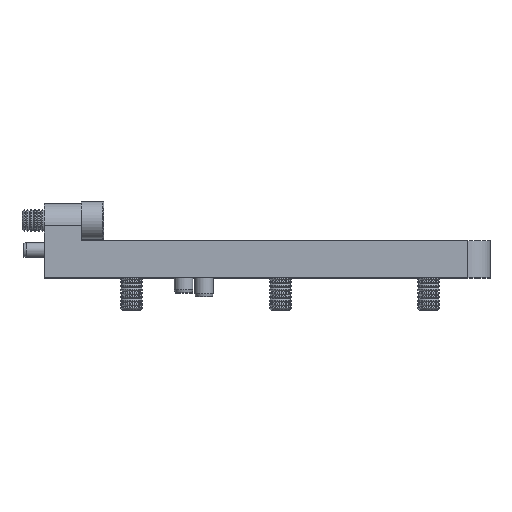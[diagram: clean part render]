
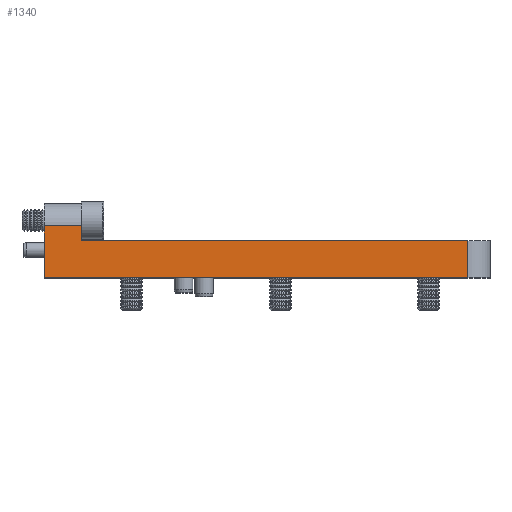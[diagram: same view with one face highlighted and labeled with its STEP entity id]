
A CAD part, top view. The second image highlights one B-rep face of the part: STEP entity #1340.
In plain terms, the highlighted planar face has unit normal (0, 0, 1).
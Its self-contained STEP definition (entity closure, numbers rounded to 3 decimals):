
#76 = VERTEX_POINT ( 'NONE', #6225 ) ;
#110 = CARTESIAN_POINT ( 'NONE',  ( 114., 10., 32. ) ) ;
#486 = DIRECTION ( 'NONE',  ( 0., 1., 0. ) ) ;
#499 = CARTESIAN_POINT ( 'NONE',  ( 0., 0., 32. ) ) ;
#537 = VECTOR ( 'NONE', #1328, 1000. ) ;
#700 = ORIENTED_EDGE ( 'NONE', *, *, #3234, .T. ) ;
#739 = VERTEX_POINT ( 'NONE', #5318 ) ;
#744 = CARTESIAN_POINT ( 'NONE',  ( 0., 14., 32. ) ) ;
#751 = CARTESIAN_POINT ( 'NONE',  ( 0., 0., 32. ) ) ;
#976 = VECTOR ( 'NONE', #2979, 1000. ) ;
#1095 = VERTEX_POINT ( 'NONE', #2010 ) ;
#1328 = DIRECTION ( 'NONE',  ( 0., -1., 0. ) ) ;
#1340 = ADVANCED_FACE ( 'NONE', ( #4508 ), #5504, .F. ) ;
#1364 = LINE ( 'NONE', #1422, #976 ) ;
#1422 = CARTESIAN_POINT ( 'NONE',  ( 0., 14., 32. ) ) ;
#1536 = ORIENTED_EDGE ( 'NONE', *, *, #4406, .T. ) ;
#1555 = ORIENTED_EDGE ( 'NONE', *, *, #6377, .T. ) ;
#1812 = VECTOR ( 'NONE', #2106, 1000. ) ;
#2006 = EDGE_CURVE ( 'NONE', #76, #739, #2547, .T. ) ;
#2010 = CARTESIAN_POINT ( 'NONE',  ( 10., 10., 32. ) ) ;
#2106 = DIRECTION ( 'NONE',  ( 0., 1., 0. ) ) ;
#2237 = VERTEX_POINT ( 'NONE', #3934 ) ;
#2419 = ORIENTED_EDGE ( 'NONE', *, *, #5799, .T. ) ;
#2547 = LINE ( 'NONE', #6401, #2680 ) ;
#2680 = VECTOR ( 'NONE', #4027, 1000. ) ;
#2901 = LINE ( 'NONE', #2971, #6265 ) ;
#2911 = DIRECTION ( 'NONE',  ( 0., 0., -1. ) ) ;
#2933 = LINE ( 'NONE', #3487, #3767 ) ;
#2971 = CARTESIAN_POINT ( 'NONE',  ( 10., 10., 32. ) ) ;
#2979 = DIRECTION ( 'NONE',  ( -1., 0., 0. ) ) ;
#3011 = DIRECTION ( 'NONE',  ( -1., 0., 0. ) ) ;
#3234 = EDGE_CURVE ( 'NONE', #739, #2237, #4714, .T. ) ;
#3487 = CARTESIAN_POINT ( 'NONE',  ( 10., 20., 32. ) ) ;
#3767 = VECTOR ( 'NONE', #486, 1000. ) ;
#3820 = LINE ( 'NONE', #751, #537 ) ;
#3934 = CARTESIAN_POINT ( 'NONE',  ( 114., 10., 32. ) ) ;
#3942 = CARTESIAN_POINT ( 'NONE',  ( 10., 14., 32. ) ) ;
#4027 = DIRECTION ( 'NONE',  ( 1., 0., 0. ) ) ;
#4169 = EDGE_LOOP ( 'NONE', ( #4567, #2419, #1555, #4869, #700, #1536 ) ) ;
#4377 = EDGE_CURVE ( 'NONE', #1095, #4389, #2933, .T. ) ;
#4389 = VERTEX_POINT ( 'NONE', #3942 ) ;
#4406 = EDGE_CURVE ( 'NONE', #2237, #1095, #2901, .T. ) ;
#4465 = DIRECTION ( 'NONE',  ( -1., 0., 0. ) ) ;
#4508 = FACE_OUTER_BOUND ( 'NONE', #4169, .T. ) ;
#4567 = ORIENTED_EDGE ( 'NONE', *, *, #4377, .T. ) ;
#4714 = LINE ( 'NONE', #110, #1812 ) ;
#4741 = VERTEX_POINT ( 'NONE', #744 ) ;
#4869 = ORIENTED_EDGE ( 'NONE', *, *, #2006, .T. ) ;
#5318 = CARTESIAN_POINT ( 'NONE',  ( 114., 0., 32. ) ) ;
#5504 = PLANE ( 'NONE',  #6052 ) ;
#5799 = EDGE_CURVE ( 'NONE', #4389, #4741, #1364, .T. ) ;
#6052 = AXIS2_PLACEMENT_3D ( 'NONE', #499, #2911, #3011 ) ;
#6225 = CARTESIAN_POINT ( 'NONE',  ( 0., 0., 32. ) ) ;
#6265 = VECTOR ( 'NONE', #4465, 1000. ) ;
#6377 = EDGE_CURVE ( 'NONE', #4741, #76, #3820, .T. ) ;
#6401 = CARTESIAN_POINT ( 'NONE',  ( 120., 0., 32. ) ) ;
